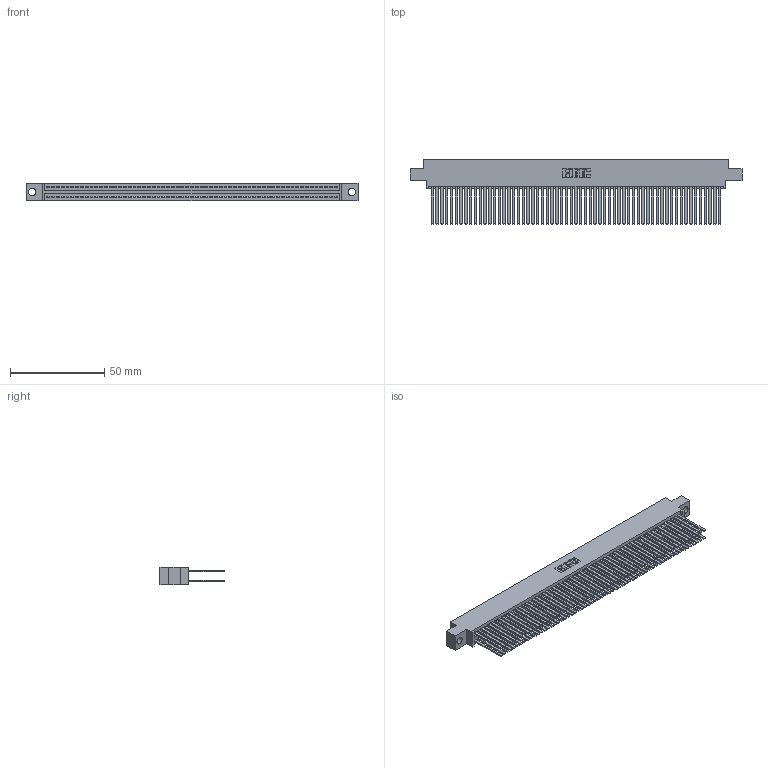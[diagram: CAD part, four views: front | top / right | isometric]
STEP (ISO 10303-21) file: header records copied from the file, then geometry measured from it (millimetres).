
FILE_DESCRIPTION (( 'STEP AP203' ), '1' );
FILE_NAME ('345-122-544-804.STEP', '2021-05-25T17:46:28', ( '' ), ( '' ), 'SwSTEP 2.0', 'SolidWorks 2020', '' );
FILE_SCHEMA (( 'CONFIG_CONTROL_DESIGN' ));
Length unit declared in the file: inch
Products named in the file (3): 345-122-544-804; 345-292-001_345-293-144; 345 Part_0.170 Offset - 0.156 Dia-TI
Assembly tree (123 placements, depth 2):
  345-122-544-804
    345 Part_0.170 Offset - 0.156 Dia-TI
    345-292-001_345-293-144  x122
Bounding box: 176.15 x 33.96 x 9.4 mm (x, y, z)
Volume: 18778.5 mm3; surface area: 33133.4 mm2
Topology: 123 solids, 123 shells, 5512 faces, 16371 edges, 10750 vertices
Faces by surface type: plane 3636, cylinder 1876
Entity records: 45671 total; most frequent: CARTESIAN_POINT 7642, ORIENTED_EDGE 7574, DIRECTION 6711, EDGE_CURVE 3787, VECTOR 3415, LINE 3415, VERTEX_POINT 2522, AXIS2_PLACEMENT_3D 1648
